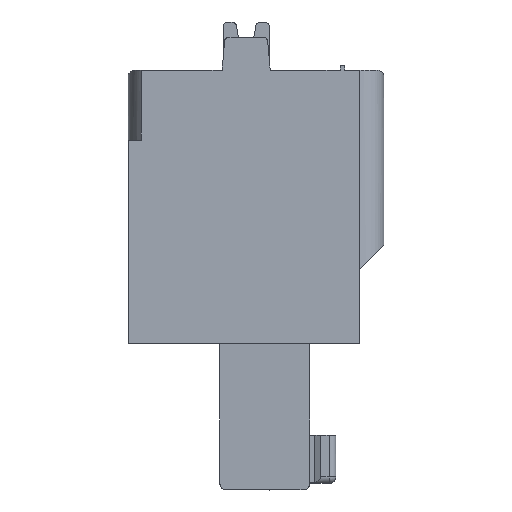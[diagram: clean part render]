
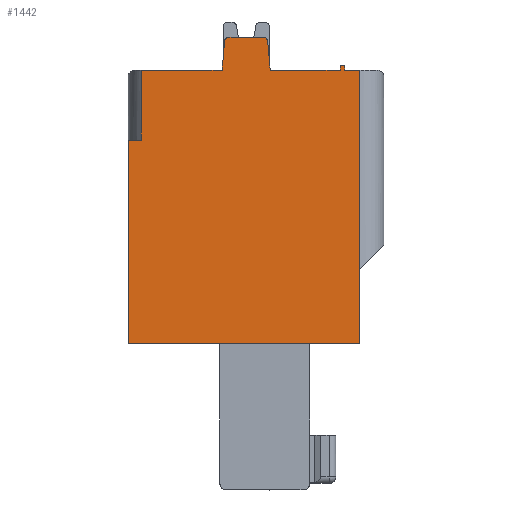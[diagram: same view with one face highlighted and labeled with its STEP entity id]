
A CAD part, left-side view. The second image highlights one B-rep face of the part: STEP entity #1442.
In plain terms, the highlighted planar face has unit normal (-1, 0, 0).
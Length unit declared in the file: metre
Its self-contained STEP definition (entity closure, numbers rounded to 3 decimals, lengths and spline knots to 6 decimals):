
#1442=ADVANCED_FACE('',(#3003),#3004,.F.);
#3003=FACE_OUTER_BOUND('',#4631,.T.);
#3004=PLANE('',#4632);
#4631=EDGE_LOOP('',(#9008,#9009,#9010,#9011,#9012,#9013,#9014,#9015,#9016,#9017,#9018,#9019,#9020,#9021,#9022,#9023));
#4632=AXIS2_PLACEMENT_3D('',#9024,#9025,#9026);
#9008=ORIENTED_EDGE('',*,*,#11165,.F.);
#9009=ORIENTED_EDGE('',*,*,#10346,.F.);
#9010=ORIENTED_EDGE('',*,*,#11252,.F.);
#9011=ORIENTED_EDGE('',*,*,#11321,.F.);
#9012=ORIENTED_EDGE('',*,*,#11120,.F.);
#9013=ORIENTED_EDGE('',*,*,#10575,.F.);
#9014=ORIENTED_EDGE('',*,*,#11234,.F.);
#9015=ORIENTED_EDGE('',*,*,#10297,.T.);
#9016=ORIENTED_EDGE('',*,*,#10054,.F.);
#9017=ORIENTED_EDGE('',*,*,#11014,.T.);
#9018=ORIENTED_EDGE('',*,*,#10931,.F.);
#9019=ORIENTED_EDGE('',*,*,#10572,.F.);
#9020=ORIENTED_EDGE('',*,*,#11382,.F.);
#9021=ORIENTED_EDGE('',*,*,#11046,.F.);
#9022=ORIENTED_EDGE('',*,*,#10645,.F.);
#9023=ORIENTED_EDGE('',*,*,#11383,.F.);
#9024=CARTESIAN_POINT('',(0.31567,0.034769,-0.078355));
#9025=DIRECTION('',(1.0,0.0,0.0));
#9026=DIRECTION('',(0.0,1.0,0.0));
#10054=EDGE_CURVE('',#12251,#12252,#12253,.T.);
#10297=EDGE_CURVE('',#12643,#12252,#12644,.T.);
#10346=EDGE_CURVE('',#12722,#12724,#12725,.T.);
#10572=EDGE_CURVE('',#13081,#13083,#13084,.T.);
#10575=EDGE_CURVE('',#13086,#13060,#13088,.T.);
#10645=EDGE_CURVE('',#13190,#13192,#13193,.T.);
#10931=EDGE_CURVE('',#13083,#13577,#13578,.T.);
#11014=EDGE_CURVE('',#12251,#13577,#13687,.T.);
#11046=EDGE_CURVE('',#13192,#13728,#13729,.T.);
#11120=EDGE_CURVE('',#13060,#13830,#13832,.T.);
#11165=EDGE_CURVE('',#12724,#13880,#13885,.T.);
#11234=EDGE_CURVE('',#12643,#13086,#13966,.T.);
#11252=EDGE_CURVE('',#13987,#12722,#13989,.T.);
#11321=EDGE_CURVE('',#13830,#13987,#14063,.T.);
#11382=EDGE_CURVE('',#13728,#13081,#14126,.T.);
#11383=EDGE_CURVE('',#13880,#13190,#14127,.T.);
#12251=VERTEX_POINT('',#15527);
#12252=VERTEX_POINT('',#15528);
#12253=LINE('',#15529,#15530);
#12643=VERTEX_POINT('',#16068);
#12644=CIRCLE('',#16069,0.0002);
#12722=VERTEX_POINT('',#16184);
#12724=VERTEX_POINT('',#16187);
#12725=LINE('',#16188,#16189);
#13060=VERTEX_POINT('',#16740);
#13081=VERTEX_POINT('',#16769);
#13083=VERTEX_POINT('',#16772);
#13084=LINE('',#16773,#16774);
#13086=VERTEX_POINT('',#16777);
#13088=LINE('',#16780,#16781);
#13190=VERTEX_POINT('',#16938);
#13192=VERTEX_POINT('',#16941);
#13193=LINE('',#16942,#16943);
#13577=VERTEX_POINT('',#17586);
#13578=LINE('',#17587,#17588);
#13687=CIRCLE('',#17796,0.0002);
#13728=VERTEX_POINT('',#17869);
#13729=LINE('',#17870,#17871);
#13830=VERTEX_POINT('',#18022);
#13832=LINE('',#18025,#18026);
#13880=VERTEX_POINT('',#18094);
#13885=LINE('',#18103,#18104);
#13966=LINE('',#18225,#18226);
#13987=VERTEX_POINT('',#18255);
#13989=LINE('',#18258,#18259);
#14063=LINE('',#18373,#18374);
#14126=LINE('',#18474,#18475);
#14127=LINE('',#18476,#18477);
#15527=CARTESIAN_POINT('',(0.31567,0.034769,-0.078155));
#15528=CARTESIAN_POINT('',(0.31567,0.033198,-0.078155));
#15529=CARTESIAN_POINT('',(0.31567,0.035083,-0.078155));
#15530=VECTOR('',#19027,1.0);
#16068=CARTESIAN_POINT('',(0.31567,0.032999,-0.078338));
#16069=AXIS2_PLACEMENT_3D('',#19316,#19317,#19318);
#16184=CARTESIAN_POINT('',(0.31567,0.029483,-0.079655));
#16187=CARTESIAN_POINT('',(0.31567,0.028783,-0.079655));
#16188=CARTESIAN_POINT('',(0.31567,0.035083,-0.079655));
#16189=VECTOR('',#19380,1.0);
#16740=CARTESIAN_POINT('',(0.31567,0.029683,-0.079655));
#16769=CARTESIAN_POINT('',(0.31567,0.038783,-0.079655));
#16772=CARTESIAN_POINT('',(0.31567,0.035083,-0.079655));
#16773=CARTESIAN_POINT('',(0.31567,0.035083,-0.079655));
#16774=VECTOR('',#19621,1.0);
#16777=CARTESIAN_POINT('',(0.31567,0.032883,-0.079655));
#16780=CARTESIAN_POINT('',(0.31567,0.035083,-0.079655));
#16781=VECTOR('',#19624,1.0);
#16938=CARTESIAN_POINT('',(0.31567,0.039383,-0.092155));
#16941=CARTESIAN_POINT('',(0.31567,0.039383,-0.082855));
#16942=CARTESIAN_POINT('',(0.31567,0.039383,-0.082855));
#16943=VECTOR('',#19692,1.0);
#17586=CARTESIAN_POINT('',(0.31567,0.034968,-0.078338));
#17587=CARTESIAN_POINT('',(0.31567,0.035083,-0.079655));
#17588=VECTOR('',#19955,1.0);
#17796=AXIS2_PLACEMENT_3D('',#20025,#20026,#20027);
#17869=CARTESIAN_POINT('',(0.31567,0.038783,-0.082855));
#17870=CARTESIAN_POINT('',(0.31567,0.038783,-0.082855));
#17871=VECTOR('',#20056,1.0);
#18022=CARTESIAN_POINT('',(0.31567,0.029683,-0.079455));
#18025=CARTESIAN_POINT('',(0.31567,0.029683,-0.079455));
#18026=VECTOR('',#20124,1.0);
#18094=CARTESIAN_POINT('',(0.31567,0.028783,-0.092155));
#18103=CARTESIAN_POINT('',(0.31567,0.028783,-0.092155));
#18104=VECTOR('',#20158,1.0);
#18225=CARTESIAN_POINT('',(0.31567,0.033102,-0.077155));
#18226=VECTOR('',#20209,1.0);
#18255=CARTESIAN_POINT('',(0.31567,0.029483,-0.079455));
#18258=CARTESIAN_POINT('',(0.31567,0.029483,-0.079655));
#18259=VECTOR('',#20222,1.0);
#18373=CARTESIAN_POINT('',(0.31567,0.029483,-0.079455));
#18374=VECTOR('',#20275,1.0);
#18474=CARTESIAN_POINT('',(0.31567,0.038783,-0.079655));
#18475=VECTOR('',#20307,1.0);
#18476=CARTESIAN_POINT('',(0.31567,0.039383,-0.092155));
#18477=VECTOR('',#20308,1.0);
#19027=DIRECTION('',(0.,-1.0,0.));
#19316=CARTESIAN_POINT('',(0.31567,0.033198,-0.078355));
#19317=DIRECTION('',(-1.0,0.,-0.0));
#19318=DIRECTION('',(0.0,0.0,-1.0));
#19380=DIRECTION('',(0.0,-1.0,0.0));
#19621=DIRECTION('',(0.0,-1.0,0.0));
#19624=DIRECTION('',(0.0,-1.0,0.0));
#19692=DIRECTION('',(0.0,0.0,1.0));
#19955=DIRECTION('',(0.,-0.087,0.996));
#20025=CARTESIAN_POINT('',(0.31567,0.034769,-0.078355));
#20026=DIRECTION('',(-1.0,0.,-0.0));
#20027=DIRECTION('',(0.0,0.0,-1.0));
#20056=DIRECTION('',(0.0,-1.0,0.));
#20124=DIRECTION('',(0.0,0.0,1.0));
#20158=DIRECTION('',(0.0,0.0,-1.0));
#20209=DIRECTION('',(0.,-0.087,-0.996));
#20222=DIRECTION('',(0.0,0.0,-1.0));
#20275=DIRECTION('',(0.0,-1.0,0.0));
#20307=DIRECTION('',(0.0,0.0,1.0));
#20308=DIRECTION('',(0.0,1.0,0.0));
